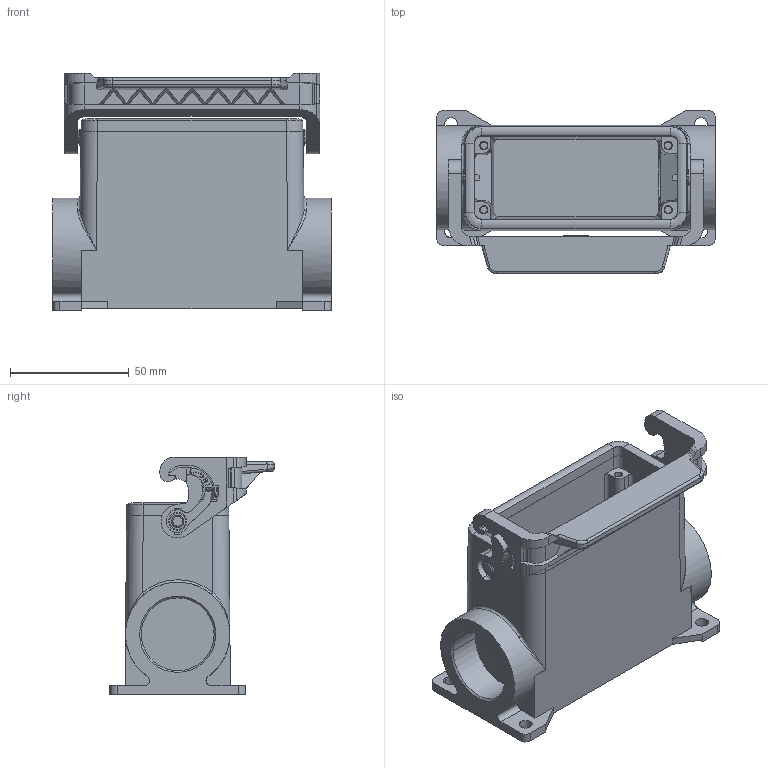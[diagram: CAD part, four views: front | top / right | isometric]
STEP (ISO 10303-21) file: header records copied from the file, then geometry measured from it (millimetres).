
FILE_DESCRIPTION(('Creo Elements/Direct Modeling STEP Export'),'2;1');
FILE_NAME('37jbk2e5pl6r8sd4548','2023-03-10T13:45:07',(''),(''),'Creo Elements/Direct Modeling STEP processor for AP214 (Solid Model)','Creo Elements/Direct Modeling 20.1B 02-Apr-2019 (C) Parametric Technology GmbH','');
FILE_SCHEMA(('AUTOMOTIVE_DESIGN { 1 0 10303 214 1 1 1 1 }'));
Length unit declared in the file: millimetre
Products named in the file (3): MLAP 16 L32; MLAP 16 L40
Assembly tree (2 placements, depth 3):
  MLAP 16 L40
    MLAP 16 L32
      MLAP 16 L32
Bounding box: 117 x 69 x 100 mm (x, y, z)
Volume: 144904.1 mm3; surface area: 68172.9 mm2
Topology: 1 solids, 1 shells, 1023 faces, 2782 edges, 1809 vertices
Faces by surface type: plane 638, cylinder 287, torus 46, cone 36, bspline 16
Entity records: 44700 total; most frequent: CARTESIAN_POINT 11051, ORIENTED_EDGE 5556, DIRECTION 5016, EDGE_CURVE 2778, VECTOR 1948, LINE 1948, VERTEX_POINT 1809, AXIS2_PLACEMENT_3D 1534
